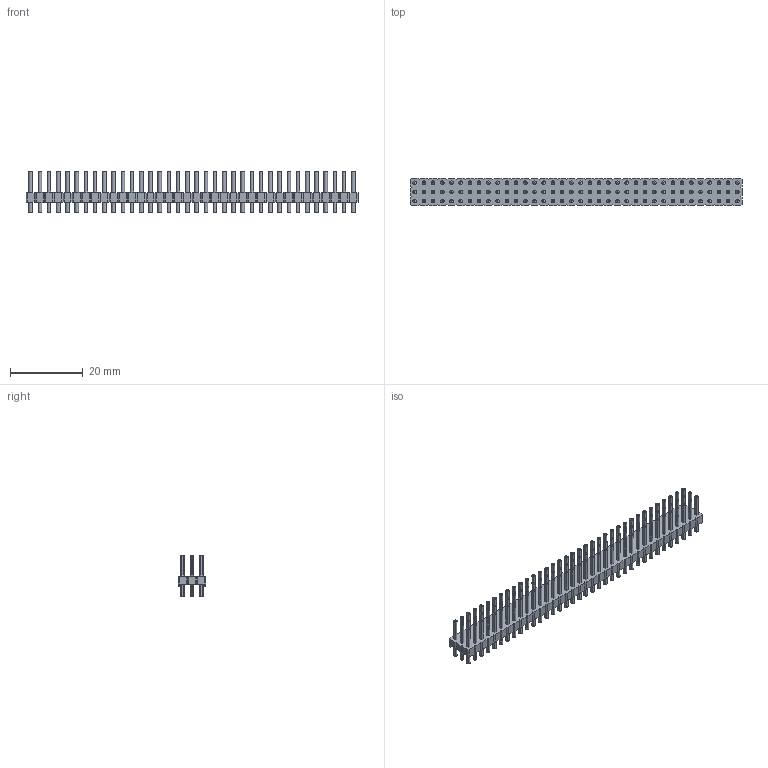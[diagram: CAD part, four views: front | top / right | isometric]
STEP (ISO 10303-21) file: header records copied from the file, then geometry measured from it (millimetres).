
FILE_DESCRIPTION(/* description */ ('-'),/* implementation_level */ '2;1');
FILE_NAME(/* name */ 'Stiftleiste, RM 2,54 mm - 6-3 mm, gerade - 3 x 36 - schwarz',/* time_stamp */ '2022-04-18T18:03:39+02:00',/* author */ ('c.wilms'),/* organization */ ('-'),/* preprocessor_version */ 'ST-DEVELOPER v16.7',/* originating_system */ 'Solid Edge',/* authorisation */ 'Unknown');
FILE_SCHEMA (('AUTOMOTIVE_DESIGN {1 0 10303 214 3 1 1}'));
Length unit declared in the file: millimetre
Products named in the file (3): Stiftleiste, RM 2,54 mm - 6-3 mm, gerade - 3 x 36 - schwarz; Stiftleiste, RM 2,54 mm - Stift -  6-3 mm, gerade; Stiftleiste, RM 2,54 mm - Träger - 3 x 36 - schwarz
Assembly tree (109 placements, depth 2):
  Stiftleiste, RM 2,54 mm - 6-3 mm, gerade - 3 x 36 - schwarz
    Stiftleiste, RM 2,54 mm - Stift -  6-3 mm, gerade  x108
    Stiftleiste, RM 2,54 mm - Träger - 3 x 36 - schwarz
Bounding box: 91.44 x 7.62 x 11.54 mm (x, y, z)
Volume: 1865.8 mm3; surface area: 9459.4 mm2
Topology: 109 solids, 217 shells, 3152 faces, 8802 edges, 5868 vertices
Faces by surface type: plane 2180, cylinder 972
Full cylindrical faces by diameter (mm): 1 x108
Entity records: 39090 total; most frequent: CARTESIAN_POINT 6803, ORIENTED_EDGE 6686, DIRECTION 6684, EDGE_CURVE 3344, LINE 2462, VECTOR 2462, VERTEX_POINT 2230, AXIS2_PLACEMENT_3D 2111
